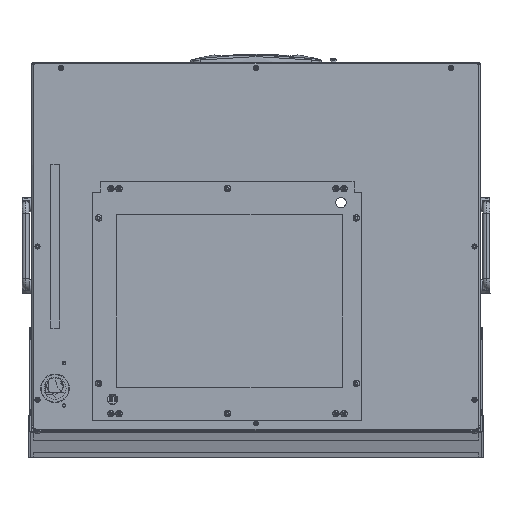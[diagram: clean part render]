
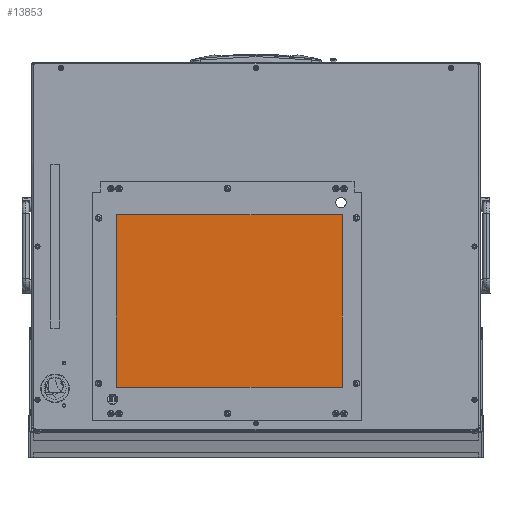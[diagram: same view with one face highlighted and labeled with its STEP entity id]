
A CAD part, front view. The second image highlights one B-rep face of the part: STEP entity #13853.
In plain terms, the highlighted planar face has unit normal (0, -1, 0).
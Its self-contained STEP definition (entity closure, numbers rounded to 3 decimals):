
#2735 = DIRECTION ( 'NONE',  ( 1., 0., 0. ) ) ;
#4674 = LINE ( 'NONE', #58039, #53525 ) ;
#7379 = EDGE_CURVE ( 'NONE', #45333, #8355, #43771, .T. ) ;
#8355 = VERTEX_POINT ( 'NONE', #47094 ) ;
#8592 = EDGE_CURVE ( 'NONE', #8355, #54449, #4674, .T. ) ;
#9649 = CARTESIAN_POINT ( 'NONE',  ( -141.75, -4.5, 105.65 ) ) ;
#11710 = VECTOR ( 'NONE', #2735, 1000. ) ;
#12683 = DIRECTION ( 'NONE',  ( 0., -1., 0. ) ) ;
#13853 = ADVANCED_FACE ( 'NONE', ( #66048 ), #32777, .T. ) ;
#16325 = LINE ( 'NONE', #35523, #78761 ) ;
#19221 = CARTESIAN_POINT ( 'NONE',  ( 135.25, -4.5, 105.65 ) ) ;
#25879 = EDGE_CURVE ( 'NONE', #54449, #55521, #42376, .T. ) ;
#32750 = ORIENTED_EDGE ( 'NONE', *, *, #8592, .T. ) ;
#32777 = PLANE ( 'NONE',  #76966 ) ;
#32897 = VECTOR ( 'NONE', #67406, 1000. ) ;
#35523 = CARTESIAN_POINT ( 'NONE',  ( -141.75, -4.5, -105.65 ) ) ;
#37456 = DIRECTION ( 'NONE',  ( 0., 0., 1. ) ) ;
#38727 = EDGE_LOOP ( 'NONE', ( #32750, #69208, #72077, #51479 ) ) ;
#40163 = DIRECTION ( 'NONE',  ( 0., 0., -1. ) ) ;
#42376 = LINE ( 'NONE', #54268, #32897 ) ;
#43565 = CARTESIAN_POINT ( 'NONE',  ( -141.75, -4.5, -105.65 ) ) ;
#43771 = LINE ( 'NONE', #83632, #11710 ) ;
#45333 = VERTEX_POINT ( 'NONE', #43565 ) ;
#47094 = CARTESIAN_POINT ( 'NONE',  ( 135.25, -4.5, -105.65 ) ) ;
#51479 = ORIENTED_EDGE ( 'NONE', *, *, #7379, .T. ) ;
#52019 = EDGE_CURVE ( 'NONE', #55521, #45333, #16325, .T. ) ;
#53525 = VECTOR ( 'NONE', #37456, 1000. ) ;
#54268 = CARTESIAN_POINT ( 'NONE',  ( 135.25, -4.5, 105.65 ) ) ;
#54449 = VERTEX_POINT ( 'NONE', #19221 ) ;
#55521 = VERTEX_POINT ( 'NONE', #9649 ) ;
#58039 = CARTESIAN_POINT ( 'NONE',  ( 135.25, -4.5, -105.65 ) ) ;
#66048 = FACE_OUTER_BOUND ( 'NONE', #38727, .T. ) ;
#67406 = DIRECTION ( 'NONE',  ( -1., 0., 0. ) ) ;
#69208 = ORIENTED_EDGE ( 'NONE', *, *, #25879, .T. ) ;
#72077 = ORIENTED_EDGE ( 'NONE', *, *, #52019, .T. ) ;
#72639 = CARTESIAN_POINT ( 'NONE',  ( 135.25, -4.5, 105.65 ) ) ;
#76966 = AXIS2_PLACEMENT_3D ( 'NONE', #72639, #12683, #40163 ) ;
#78761 = VECTOR ( 'NONE', #83218, 1000. ) ;
#83218 = DIRECTION ( 'NONE',  ( 0., 0., -1. ) ) ;
#83632 = CARTESIAN_POINT ( 'NONE',  ( 135.25, -4.5, -105.65 ) ) ;
